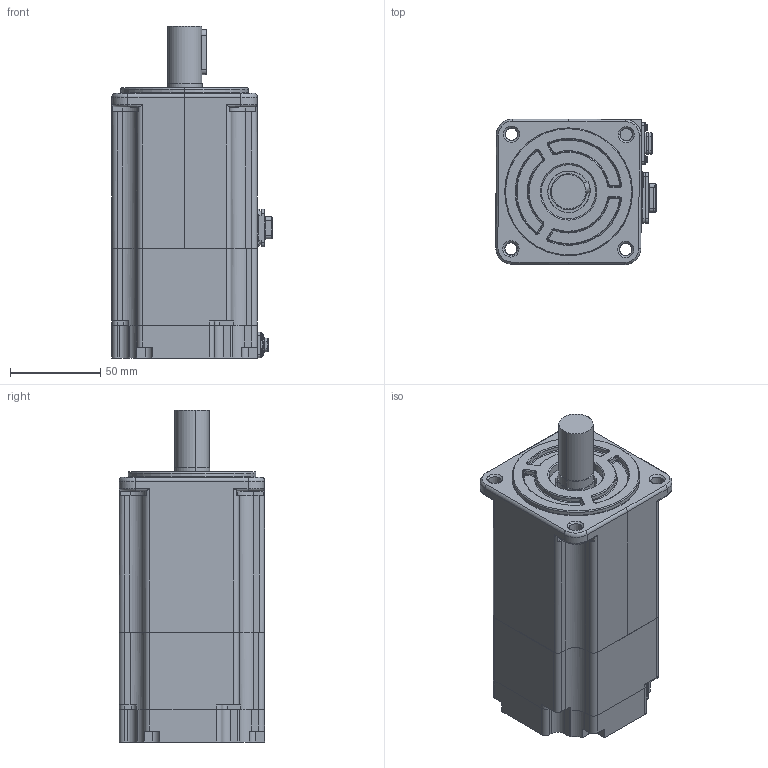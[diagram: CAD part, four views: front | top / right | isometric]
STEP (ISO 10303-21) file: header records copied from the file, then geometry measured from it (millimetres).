
FILE_DESCRIPTION (( 'STEP AP214' ), '1' );
FILE_NAME ('RSDA-H08(JGL)3230C-Z.STEP', '2025-12-15T08:50:14', ( 'China' ), ( 'Microsoft' ), 'SwSTEP 2.0', 'SolidWorks 2025', '' );
FILE_SCHEMA (( 'AUTOMOTIVE_DESIGN' ));
Length unit declared in the file: millimetre
Products named in the file (1): RSDA-H08(JGL)3230C-Z
Bounding box: 88.92 x 80.75 x 184.1 mm (x, y, z)
Volume: 318512.3 mm3; surface area: 140217 mm2
Topology: 8 solids, 8 shells, 2056 faces, 5262 edges, 3306 vertices
Faces by surface type: plane 970, cylinder 625, bspline 194, cone 139, torus 120, sphere 8
Entity records: 76861 total; most frequent: CARTESIAN_POINT 28004, ORIENTED_EDGE 10416, DIRECTION 9826, EDGE_CURVE 5208, AXIS2_PLACEMENT_3D 3428, VERTEX_POINT 3306, VECTOR 2970, LINE 2970
